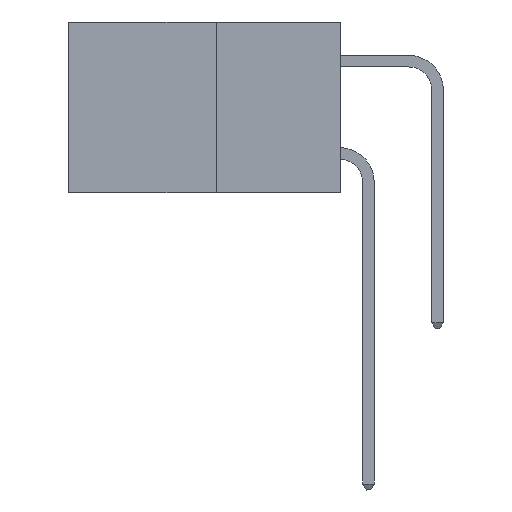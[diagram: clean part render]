
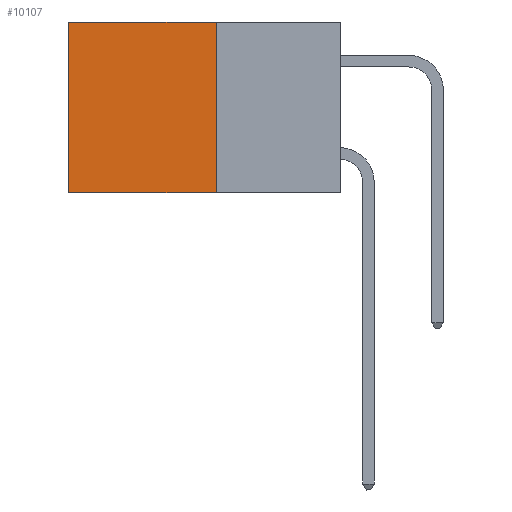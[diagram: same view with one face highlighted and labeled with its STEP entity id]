
A CAD part, left-side view. The second image highlights one B-rep face of the part: STEP entity #10107.
In plain terms, the highlighted planar face has unit normal (-1, 0, 0).
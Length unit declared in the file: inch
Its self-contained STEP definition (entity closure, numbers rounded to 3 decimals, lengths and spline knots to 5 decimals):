
#2015 = CARTESIAN_POINT ( 'NONE',  ( 0.277, 0.27, 0. ) ) ;
#2341 = ORIENTED_EDGE ( 'NONE', *, *, #14449, .T. ) ;
#2806 = LINE ( 'NONE', #14799, #16446 ) ;
#3852 = VERTEX_POINT ( 'NONE', #14649 ) ;
#4102 = CARTESIAN_POINT ( 'NONE',  ( 0.277, 0.27, -0.37 ) ) ;
#4816 = CARTESIAN_POINT ( 'NONE',  ( 0.277, 0.27, -0.37 ) ) ;
#5067 = ORIENTED_EDGE ( 'NONE', *, *, #10305, .F. ) ;
#5502 = DIRECTION ( 'NONE',  ( 1., 0., 0. ) ) ;
#5841 = VECTOR ( 'NONE', #9509, 39.37008 ) ;
#5970 = DIRECTION ( 'NONE',  ( 0., 1., 0. ) ) ;
#7608 = EDGE_LOOP ( 'NONE', ( #2341, #16299, #5067, #20409 ) ) ;
#7960 = AXIS2_PLACEMENT_3D ( 'NONE', #16185, #5502, #17981 ) ;
#9020 = VERTEX_POINT ( 'NONE', #15144 ) ;
#9054 = PLANE ( 'NONE',  #7960 ) ;
#9509 = DIRECTION ( 'NONE',  ( 0., 0., -1. ) ) ;
#9851 = EDGE_CURVE ( 'NONE', #9020, #3852, #10641, .T. ) ;
#9870 = DIRECTION ( 'NONE',  ( 0., 0., -1. ) ) ;
#10107 = ADVANCED_FACE ( 'NONE', ( #18665 ), #9054, .F. ) ;
#10149 = LINE ( 'NONE', #18706, #14312 ) ;
#10305 = EDGE_CURVE ( 'NONE', #12117, #9020, #11729, .T. ) ;
#10641 = LINE ( 'NONE', #4816, #15354 ) ;
#11729 = LINE ( 'NONE', #4102, #5841 ) ;
#12041 = VERTEX_POINT ( 'NONE', #19610 ) ;
#12117 = VERTEX_POINT ( 'NONE', #2015 ) ;
#14312 = VECTOR ( 'NONE', #9870, 39.37008 ) ;
#14449 = EDGE_CURVE ( 'NONE', #12041, #3852, #10149, .T. ) ;
#14649 = CARTESIAN_POINT ( 'NONE',  ( 0.277, 0.59, -0.37 ) ) ;
#14799 = CARTESIAN_POINT ( 'NONE',  ( 0.277, 0.27, 0. ) ) ;
#15144 = CARTESIAN_POINT ( 'NONE',  ( 0.277, 0.27, -0.37 ) ) ;
#15354 = VECTOR ( 'NONE', #15496, 39.37008 ) ;
#15496 = DIRECTION ( 'NONE',  ( 0., 1., 0. ) ) ;
#16185 = CARTESIAN_POINT ( 'NONE',  ( 0.277, 0.27, -0.37 ) ) ;
#16299 = ORIENTED_EDGE ( 'NONE', *, *, #9851, .F. ) ;
#16446 = VECTOR ( 'NONE', #5970, 39.37008 ) ;
#17981 = DIRECTION ( 'NONE',  ( 0., 0., -1. ) ) ;
#18665 = FACE_OUTER_BOUND ( 'NONE', #7608, .T. ) ;
#18706 = CARTESIAN_POINT ( 'NONE',  ( 0.277, 0.59, -0.37 ) ) ;
#19610 = CARTESIAN_POINT ( 'NONE',  ( 0.277, 0.59, 0. ) ) ;
#20018 = EDGE_CURVE ( 'NONE', #12117, #12041, #2806, .T. ) ;
#20409 = ORIENTED_EDGE ( 'NONE', *, *, #20018, .T. ) ;
